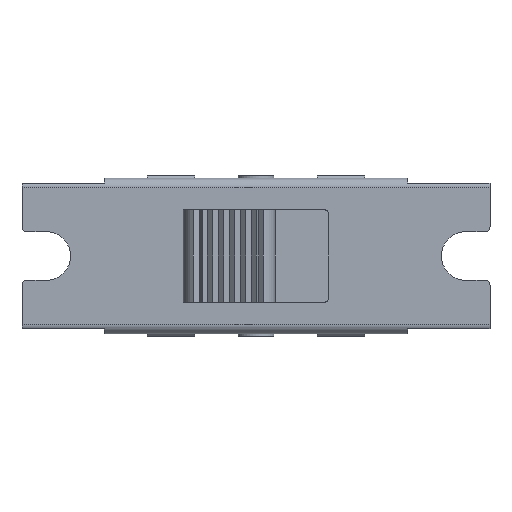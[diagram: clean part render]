
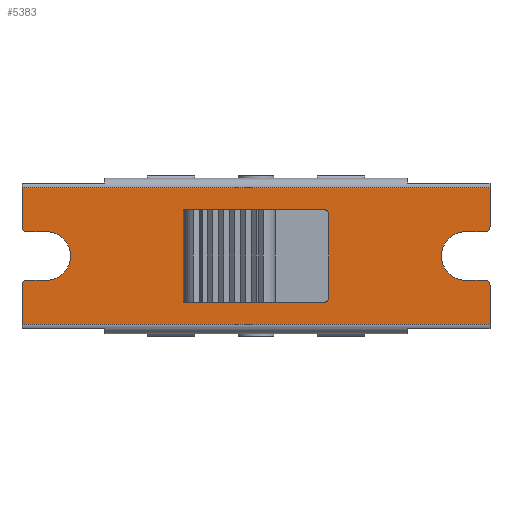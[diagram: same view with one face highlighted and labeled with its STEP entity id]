
A CAD part, front view. The second image highlights one B-rep face of the part: STEP entity #5383.
In plain terms, the highlighted face is planar.
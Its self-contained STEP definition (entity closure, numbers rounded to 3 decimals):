
#4751=CARTESIAN_POINT('',(-2.85,1.93,0.2));
#4752=VERTEX_POINT('',#4751);
#4753=CARTESIAN_POINT('',(-3.05,1.73,0.2));
#4754=VERTEX_POINT('',#4753);
#4755=CARTESIAN_POINT('',(-2.85,1.73,0.2));
#4756=DIRECTION('',(0.0,0.0,1.0));
#4757=DIRECTION('',(-0.707,0.707,0.0));
#4758=AXIS2_PLACEMENT_3D('',#4755,#4756,#4757);
#4759=CIRCLE('',#4758,0.2);
#4760=EDGE_CURVE('',#4752,#4754,#4759,.T.);
#4794=CARTESIAN_POINT('',(-3.05,-1.73,0.2));
#4795=VERTEX_POINT('',#4794);
#4796=CARTESIAN_POINT('',(-3.05,-1.73,0.2));
#4797=DIRECTION('',(0.0,1.0,0.0));
#4798=VECTOR('',#4797,3.46);
#4799=LINE('',#4796,#4798);
#4800=EDGE_CURVE('',#4795,#4754,#4799,.T.);
#4824=CARTESIAN_POINT('',(-2.85,-1.93,0.2));
#4825=VERTEX_POINT('',#4824);
#4826=CARTESIAN_POINT('',(-2.85,-1.73,0.2));
#4827=DIRECTION('',(0.0,0.0,1.0));
#4828=DIRECTION('',(-0.707,-0.707,0.0));
#4829=AXIS2_PLACEMENT_3D('',#4826,#4827,#4828);
#4830=CIRCLE('',#4829,0.2);
#4831=EDGE_CURVE('',#4795,#4825,#4830,.T.);
#4858=CARTESIAN_POINT('',(2.85,-1.93,0.2));
#4859=VERTEX_POINT('',#4858);
#4860=CARTESIAN_POINT('',(2.85,-1.93,0.2));
#4861=DIRECTION('',(-1.0,0.0,0.0));
#4862=VECTOR('',#4861,5.7);
#4863=LINE('',#4860,#4862);
#4864=EDGE_CURVE('',#4859,#4825,#4863,.T.);
#4888=CARTESIAN_POINT('',(3.05,-1.73,0.2));
#4889=VERTEX_POINT('',#4888);
#4890=CARTESIAN_POINT('',(2.85,-1.73,0.2));
#4891=DIRECTION('',(0.0,0.0,1.0));
#4892=DIRECTION('',(0.707,-0.707,0.0));
#4893=AXIS2_PLACEMENT_3D('',#4890,#4891,#4892);
#4894=CIRCLE('',#4893,0.2);
#4895=EDGE_CURVE('',#4859,#4889,#4894,.T.);
#4922=CARTESIAN_POINT('',(3.05,1.73,0.2));
#4923=VERTEX_POINT('',#4922);
#4924=CARTESIAN_POINT('',(3.05,1.73,0.2));
#4925=DIRECTION('',(0.0,-1.0,0.0));
#4926=VECTOR('',#4925,3.46);
#4927=LINE('',#4924,#4926);
#4928=EDGE_CURVE('',#4923,#4889,#4927,.T.);
#4952=CARTESIAN_POINT('',(2.85,1.93,0.2));
#4953=VERTEX_POINT('',#4952);
#4954=CARTESIAN_POINT('',(2.85,1.73,0.2));
#4955=DIRECTION('',(0.0,0.0,1.0));
#4956=DIRECTION('',(0.707,0.707,0.0));
#4957=AXIS2_PLACEMENT_3D('',#4954,#4955,#4956);
#4958=CIRCLE('',#4957,0.2);
#4959=EDGE_CURVE('',#4923,#4953,#4958,.T.);
#4993=CARTESIAN_POINT('',(-2.85,1.93,0.2));
#4994=DIRECTION('',(1.0,0.0,0.0));
#4995=VECTOR('',#4994,5.7);
#4996=LINE('',#4993,#4995);
#4997=EDGE_CURVE('',#4752,#4953,#4996,.T.);
#5007=CARTESIAN_POINT('',(9.58,-1.015,0.2));
#5008=VERTEX_POINT('',#5007);
#5009=CARTESIAN_POINT('',(9.78,-1.215,0.2));
#5010=VERTEX_POINT('',#5009);
#5011=CARTESIAN_POINT('',(9.58,-1.215,0.2));
#5012=DIRECTION('',(0.0,0.0,-1.0));
#5013=DIRECTION('',(0.707,0.707,0.0));
#5014=AXIS2_PLACEMENT_3D('',#5011,#5012,#5013);
#5015=CIRCLE('',#5014,0.2);
#5016=EDGE_CURVE('',#5008,#5010,#5015,.T.);
#5058=CARTESIAN_POINT('',(8.765,-1.015,0.2));
#5059=VERTEX_POINT('',#5058);
#5066=CARTESIAN_POINT('',(9.58,-1.015,0.2));
#5067=DIRECTION('',(-1.0,0.0,0.0));
#5068=VECTOR('',#5067,0.815);
#5069=LINE('',#5066,#5068);
#5070=EDGE_CURVE('',#5008,#5059,#5069,.T.);
#5216=CARTESIAN_POINT('',(9.78,1.215,0.2));
#5217=VERTEX_POINT('',#5216);
#5224=CARTESIAN_POINT('',(9.58,1.015,0.2));
#5225=VERTEX_POINT('',#5224);
#5226=CARTESIAN_POINT('',(9.58,1.215,0.2));
#5227=DIRECTION('',(0.0,0.0,-1.0));
#5228=DIRECTION('',(0.707,-0.707,0.0));
#5229=AXIS2_PLACEMENT_3D('',#5226,#5227,#5228);
#5230=CIRCLE('',#5229,0.2);
#5231=EDGE_CURVE('',#5217,#5225,#5230,.T.);
#5248=CARTESIAN_POINT('',(8.765,1.015,0.2));
#5249=VERTEX_POINT('',#5248);
#5250=CARTESIAN_POINT('',(8.765,1.015,0.2));
#5251=DIRECTION('',(1.0,0.0,0.0));
#5252=VECTOR('',#5251,0.815);
#5253=LINE('',#5250,#5252);
#5254=EDGE_CURVE('',#5249,#5225,#5253,.T.);
#5266=CARTESIAN_POINT('',(0.0,0.,0.2));
#5267=DIRECTION('',(0.0,0.0,1.0));
#5268=DIRECTION('',(1.0,0.0,0.0));
#5269=AXIS2_PLACEMENT_3D('',#5266,#5267,#5268);
#5270=PLANE('',#5269);
#5271=ORIENTED_EDGE('',*,*,#5016,.F.);
#5272=ORIENTED_EDGE('',*,*,#5070,.T.);
#5273=CARTESIAN_POINT('',(8.765,0.0,0.2));
#5274=DIRECTION('',(0.0,0.0,-1.0));
#5275=DIRECTION('',(1.0,0.0,0.0));
#5276=AXIS2_PLACEMENT_3D('',#5273,#5274,#5275);
#5277=CIRCLE('',#5276,1.015);
#5278=EDGE_CURVE('',#5059,#5249,#5277,.T.);
#5279=ORIENTED_EDGE('',*,*,#5278,.T.);
#5280=ORIENTED_EDGE('',*,*,#5254,.T.);
#5281=ORIENTED_EDGE('',*,*,#5231,.F.);
#5282=CARTESIAN_POINT('',(9.78,2.85,0.2));
#5283=VERTEX_POINT('',#5282);
#5284=CARTESIAN_POINT('',(9.78,2.85,0.2));
#5285=DIRECTION('',(0.0,-1.0,0.0));
#5286=VECTOR('',#5285,1.635);
#5287=LINE('',#5284,#5286);
#5288=EDGE_CURVE('',#5283,#5217,#5287,.T.);
#5289=ORIENTED_EDGE('',*,*,#5288,.F.);
#5290=CARTESIAN_POINT('',(-9.78,2.85,0.2));
#5291=VERTEX_POINT('',#5290);
#5292=CARTESIAN_POINT('',(9.78,2.85,0.2));
#5293=DIRECTION('',(-1.0,0.0,0.0));
#5294=VECTOR('',#5293,19.56);
#5295=LINE('',#5292,#5294);
#5296=EDGE_CURVE('',#5283,#5291,#5295,.T.);
#5297=ORIENTED_EDGE('',*,*,#5296,.T.);
#5298=CARTESIAN_POINT('',(-9.78,1.215,0.2));
#5299=VERTEX_POINT('',#5298);
#5300=CARTESIAN_POINT('',(-9.78,1.215,0.2));
#5301=DIRECTION('',(0.0,1.0,0.0));
#5302=VECTOR('',#5301,1.635);
#5303=LINE('',#5300,#5302);
#5304=EDGE_CURVE('',#5299,#5291,#5303,.T.);
#5305=ORIENTED_EDGE('',*,*,#5304,.F.);
#5306=CARTESIAN_POINT('',(-9.58,1.015,0.2));
#5307=VERTEX_POINT('',#5306);
#5308=CARTESIAN_POINT('',(-9.58,1.215,0.2));
#5309=DIRECTION('',(0.0,0.0,-1.0));
#5310=DIRECTION('',(-0.707,-0.707,0.0));
#5311=AXIS2_PLACEMENT_3D('',#5308,#5309,#5310);
#5312=CIRCLE('',#5311,0.2);
#5313=EDGE_CURVE('',#5307,#5299,#5312,.T.);
#5314=ORIENTED_EDGE('',*,*,#5313,.F.);
#5315=CARTESIAN_POINT('',(-8.765,1.015,0.2));
#5316=VERTEX_POINT('',#5315);
#5317=CARTESIAN_POINT('',(-9.58,1.015,0.2));
#5318=DIRECTION('',(1.0,0.0,0.0));
#5319=VECTOR('',#5318,0.815);
#5320=LINE('',#5317,#5319);
#5321=EDGE_CURVE('',#5307,#5316,#5320,.T.);
#5322=ORIENTED_EDGE('',*,*,#5321,.T.);
#5323=CARTESIAN_POINT('',(-8.765,-1.015,0.2));
#5324=VERTEX_POINT('',#5323);
#5325=CARTESIAN_POINT('',(-8.765,0.0,0.2));
#5326=DIRECTION('',(0.0,0.0,-1.0));
#5327=DIRECTION('',(1.0,0.0,0.0));
#5328=AXIS2_PLACEMENT_3D('',#5325,#5326,#5327);
#5329=CIRCLE('',#5328,1.015);
#5330=EDGE_CURVE('',#5316,#5324,#5329,.T.);
#5331=ORIENTED_EDGE('',*,*,#5330,.T.);
#5332=CARTESIAN_POINT('',(-9.58,-1.015,0.2));
#5333=VERTEX_POINT('',#5332);
#5334=CARTESIAN_POINT('',(-8.765,-1.015,0.2));
#5335=DIRECTION('',(-1.0,0.0,0.0));
#5336=VECTOR('',#5335,0.815);
#5337=LINE('',#5334,#5336);
#5338=EDGE_CURVE('',#5324,#5333,#5337,.T.);
#5339=ORIENTED_EDGE('',*,*,#5338,.T.);
#5340=CARTESIAN_POINT('',(-9.78,-1.215,0.2));
#5341=VERTEX_POINT('',#5340);
#5342=CARTESIAN_POINT('',(-9.58,-1.215,0.2));
#5343=DIRECTION('',(0.0,0.0,-1.0));
#5344=DIRECTION('',(-0.707,0.707,0.0));
#5345=AXIS2_PLACEMENT_3D('',#5342,#5343,#5344);
#5346=CIRCLE('',#5345,0.2);
#5347=EDGE_CURVE('',#5341,#5333,#5346,.T.);
#5348=ORIENTED_EDGE('',*,*,#5347,.F.);
#5349=CARTESIAN_POINT('',(-9.78,-2.85,0.2));
#5350=VERTEX_POINT('',#5349);
#5351=CARTESIAN_POINT('',(-9.78,-2.85,0.2));
#5352=DIRECTION('',(0.0,1.0,0.0));
#5353=VECTOR('',#5352,1.635);
#5354=LINE('',#5351,#5353);
#5355=EDGE_CURVE('',#5350,#5341,#5354,.T.);
#5356=ORIENTED_EDGE('',*,*,#5355,.F.);
#5357=CARTESIAN_POINT('',(9.78,-2.85,0.2));
#5358=VERTEX_POINT('',#5357);
#5359=CARTESIAN_POINT('',(-9.78,-2.85,0.2));
#5360=DIRECTION('',(1.0,0.0,0.0));
#5361=VECTOR('',#5360,19.56);
#5362=LINE('',#5359,#5361);
#5363=EDGE_CURVE('',#5350,#5358,#5362,.T.);
#5364=ORIENTED_EDGE('',*,*,#5363,.T.);
#5365=CARTESIAN_POINT('',(9.78,-1.215,0.2));
#5366=DIRECTION('',(0.0,-1.0,0.0));
#5367=VECTOR('',#5366,1.635);
#5368=LINE('',#5365,#5367);
#5369=EDGE_CURVE('',#5010,#5358,#5368,.T.);
#5370=ORIENTED_EDGE('',*,*,#5369,.F.);
#5371=EDGE_LOOP('',(#5271,#5272,#5279,#5280,#5281,#5289,#5297,#5305,#5314,#5322,#5331,#5339,#5348,#5356,#5364,#5370));
#5372=FACE_OUTER_BOUND('',#5371,.T.);
#5373=ORIENTED_EDGE('',*,*,#4800,.T.);
#5374=ORIENTED_EDGE('',*,*,#4760,.F.);
#5375=ORIENTED_EDGE('',*,*,#4997,.T.);
#5376=ORIENTED_EDGE('',*,*,#4959,.F.);
#5377=ORIENTED_EDGE('',*,*,#4928,.T.);
#5378=ORIENTED_EDGE('',*,*,#4895,.F.);
#5379=ORIENTED_EDGE('',*,*,#4864,.T.);
#5380=ORIENTED_EDGE('',*,*,#4831,.F.);
#5381=EDGE_LOOP('',(#5373,#5374,#5375,#5376,#5377,#5378,#5379,#5380));
#5382=FACE_BOUND('',#5381,.T.);
#5383=ADVANCED_FACE('',(#5372,#5382),#5270,.T.);
